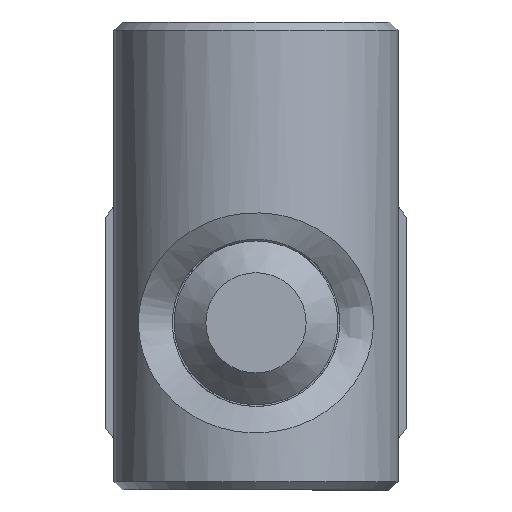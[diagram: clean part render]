
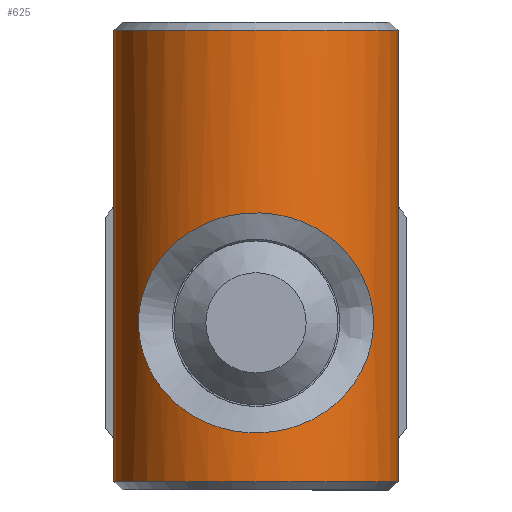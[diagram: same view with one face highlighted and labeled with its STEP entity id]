
A CAD part, left-side view. The second image highlights one B-rep face of the part: STEP entity #625.
In plain terms, the highlighted cylindrical face has radius 8.5 mm (diameter 17 mm), a full revolution.
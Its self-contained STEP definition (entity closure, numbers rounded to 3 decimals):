
#112=CYLINDRICAL_SURFACE($,#698,8.5);
#125=FACE_BOUND($,#229,.T.);
#126=FACE_BOUND($,#230,.T.);
#127=FACE_BOUND($,#231,.T.);
#146=B_SPLINE_CURVE_WITH_KNOTS($,3,(#1189,#1190,#1191,#1192,#1193,#1194,
#1195,#1196,#1197,#1198,#1199,#1200,#1201,#1202,#1203,#1204,#1205,#1206,
#1207,#1208,#1209,#1210,#1211,#1212),.UNSPECIFIED.,.T.,.F.,(4,1,1,1,1,1,
1,1,1,1,1,1,1,1,1,1,1,1,1,1,1,4),(-4.381,-4.224,-4.068,
-3.755,-3.442,-3.286,-3.129,
-2.816,-2.503,-2.295,-2.19,
-2.086,-1.878,-1.46,-1.252,
-1.095,-0.939,-0.626,-0.469,
-0.313,-0.156,0.),.UNSPECIFIED.);
#147=B_SPLINE_CURVE_WITH_KNOTS($,3,(#1217,#1218,#1219,#1220,#1221,#1222,
#1223,#1224,#1225,#1226,#1227,#1228,#1229,#1230,#1231,#1232,#1233,#1234,
#1235,#1236,#1237,#1238,#1239),.UNSPECIFIED.,.T.,.F.,(4,1,1,1,1,1,1,1,1,
1,1,1,1,1,1,1,1,1,1,1,4),(0.,0.156,0.313,0.626,
0.939,1.252,1.565,1.878,2.086,
2.19,2.295,2.399,2.503,2.608,
2.712,3.129,3.442,3.755,4.068,
4.224,4.381),.UNSPECIFIED.);
#174=FACE_OUTER_BOUND($,#228,.T.);
#228=EDGE_LOOP($,(#518));
#229=EDGE_LOOP($,(#519));
#230=EDGE_LOOP($,(#520));
#231=EDGE_LOOP($,(#521));
#286=CIRCLE($,#699,8.5);
#287=CIRCLE($,#700,8.5);
#329=VERTEX_POINT($,#1162);
#331=VERTEX_POINT($,#1214);
#332=VERTEX_POINT($,#1216);
#333=VERTEX_POINT($,#1240);
#400=EDGE_CURVE($,#329,#329,#146,.T.);
#401=EDGE_CURVE($,#331,#331,#286,.T.);
#402=EDGE_CURVE($,#332,#332,#147,.T.);
#403=EDGE_CURVE($,#333,#333,#287,.T.);
#518=ORIENTED_EDGE($,*,*,#401,.F.);
#519=ORIENTED_EDGE($,*,*,#402,.F.);
#520=ORIENTED_EDGE($,*,*,#403,.F.);
#521=ORIENTED_EDGE($,*,*,#400,.F.);
#625=ADVANCED_FACE($,(#174,#125,#126,#127),#112,.T.);
#698=AXIS2_PLACEMENT_3D($,#1213,#825,#826);
#699=AXIS2_PLACEMENT_3D($,#1215,#827,#828);
#700=AXIS2_PLACEMENT_3D($,#1241,#829,#830);
#825=DIRECTION('center_axis',(0.,0.,-1.));
#826=DIRECTION('ref_axis',(0.,1.,0.));
#827=DIRECTION('center_axis',(0.,0.,1.));
#828=DIRECTION('ref_axis',(0.,1.,0.));
#829=DIRECTION('center_axis',(0.,0.,-1.));
#830=DIRECTION('ref_axis',(0.,1.,0.));
#1162=CARTESIAN_POINT('',(4.784,7.025,-18.));
#1189=CARTESIAN_POINT('Ctrl Pts',(4.784,7.025,-18.));
#1190=CARTESIAN_POINT('Ctrl Pts',(4.784,7.025,-17.48));
#1191=CARTESIAN_POINT('Ctrl Pts',(4.991,6.892,-16.438));
#1192=CARTESIAN_POINT('Ctrl Pts',(5.933,6.148,-14.58));
#1193=CARTESIAN_POINT('Ctrl Pts',(7.307,4.636,-12.792));
#1194=CARTESIAN_POINT('Ctrl Pts',(8.33,2.245,-11.603));
#1195=CARTESIAN_POINT('Ctrl Pts',(8.557,0.002,
-11.35));
#1196=CARTESIAN_POINT('Ctrl Pts',(8.329,-2.243,-11.606));
#1197=CARTESIAN_POINT('Ctrl Pts',(7.315,-4.625,-12.776));
#1198=CARTESIAN_POINT('Ctrl Pts',(5.833,-6.257,-14.724));
#1199=CARTESIAN_POINT('Ctrl Pts',(4.933,-6.927,-16.563));
#1200=CARTESIAN_POINT('Ctrl Pts',(4.736,-7.058,-18.));
#1201=CARTESIAN_POINT('Ctrl Pts',(4.934,-6.926,-19.438));
#1202=CARTESIAN_POINT('Ctrl Pts',(5.983,-6.149,-21.577));
#1203=CARTESIAN_POINT('Ctrl Pts',(7.517,-4.358,-23.444));
#1204=CARTESIAN_POINT('Ctrl Pts',(8.367,-1.864,-24.44));
#1205=CARTESIAN_POINT('Ctrl Pts',(8.557,0.001,
-24.65));
#1206=CARTESIAN_POINT('Ctrl Pts',(8.329,2.245,-24.393));
#1207=CARTESIAN_POINT('Ctrl Pts',(7.513,4.16,-23.456));
#1208=CARTESIAN_POINT('Ctrl Pts',(6.481,5.542,-22.122));
#1209=CARTESIAN_POINT('Ctrl Pts',(5.7,6.335,-20.965));
#1210=CARTESIAN_POINT('Ctrl Pts',(4.991,6.891,-19.556));
#1211=CARTESIAN_POINT('Ctrl Pts',(4.784,7.025,-18.52));
#1212=CARTESIAN_POINT('Ctrl Pts',(4.784,7.025,-18.));
#1213=CARTESIAN_POINT('Origin',(0.,0.,0.));
#1214=CARTESIAN_POINT('',(0.,-8.5,-0.5));
#1215=CARTESIAN_POINT('Origin',(0.,0.,-0.5));
#1216=CARTESIAN_POINT('',(-4.784,7.025,-18.001));
#1217=CARTESIAN_POINT('Ctrl Pts',(-4.784,7.025,-18.001));
#1218=CARTESIAN_POINT('Ctrl Pts',(-4.784,7.025,-18.521));
#1219=CARTESIAN_POINT('Ctrl Pts',(-4.99,6.892,-19.56));
#1220=CARTESIAN_POINT('Ctrl Pts',(-5.936,6.148,-21.423));
#1221=CARTESIAN_POINT('Ctrl Pts',(-7.3,4.635,-23.202));
#1222=CARTESIAN_POINT('Ctrl Pts',(-8.547,1.769,-24.645));
#1223=CARTESIAN_POINT('Ctrl Pts',(-8.545,-1.767,-24.638));
#1224=CARTESIAN_POINT('Ctrl Pts',(-7.309,-4.625,-23.22));
#1225=CARTESIAN_POINT('Ctrl Pts',(-5.836,-6.257,-21.278));
#1226=CARTESIAN_POINT('Ctrl Pts',(-4.933,-6.927,-19.436));
#1227=CARTESIAN_POINT('Ctrl Pts',(-4.736,-7.058,-18.001));
#1228=CARTESIAN_POINT('Ctrl Pts',(-4.883,-6.96,-16.92));
#1229=CARTESIAN_POINT('Ctrl Pts',(-5.236,-6.702,-15.952));
#1230=CARTESIAN_POINT('Ctrl Pts',(-5.697,-6.32,-15.072));
#1231=CARTESIAN_POINT('Ctrl Pts',(-6.222,-5.807,-14.256));
#1232=CARTESIAN_POINT('Ctrl Pts',(-7.262,-4.595,-12.824));
#1233=CARTESIAN_POINT('Ctrl Pts',(-8.546,-2.162,-11.367));
#1234=CARTESIAN_POINT('Ctrl Pts',(-8.548,1.771,-11.352));
#1235=CARTESIAN_POINT('Ctrl Pts',(-7.299,4.633,-12.8));
#1236=CARTESIAN_POINT('Ctrl Pts',(-5.937,6.149,-14.577));
#1237=CARTESIAN_POINT('Ctrl Pts',(-4.99,6.892,-16.441));
#1238=CARTESIAN_POINT('Ctrl Pts',(-4.785,7.025,-17.481));
#1239=CARTESIAN_POINT('Ctrl Pts',(-4.784,7.025,-18.001));
#1240=CARTESIAN_POINT('',(0.,-8.5,-27.5));
#1241=CARTESIAN_POINT('Origin',(0.,0.,
-27.5));
